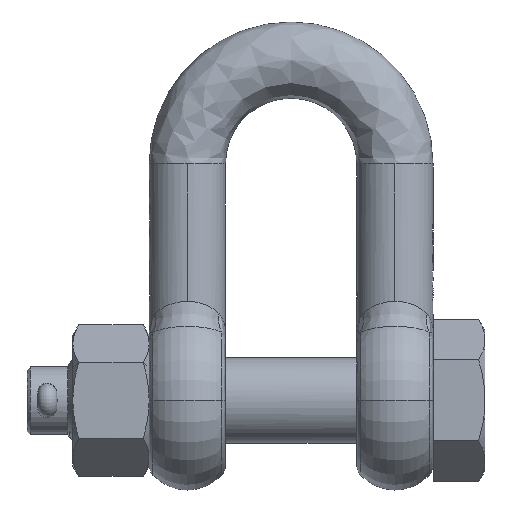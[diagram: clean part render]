
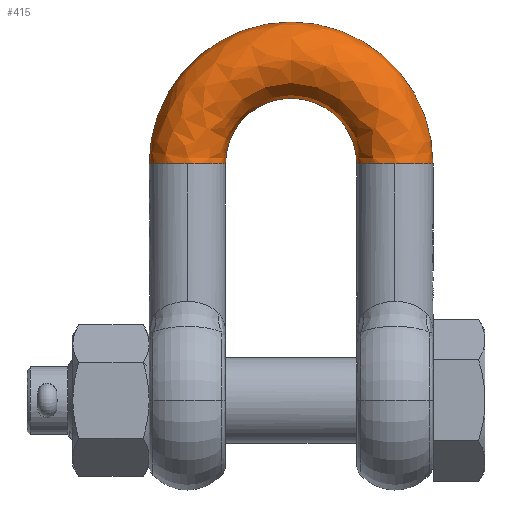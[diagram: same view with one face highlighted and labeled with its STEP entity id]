
A CAD part, top view. The second image highlights one B-rep face of the part: STEP entity #415.
In plain terms, the highlighted free-form (B-spline) face has degree [3, 3] with [4, 4] control points.
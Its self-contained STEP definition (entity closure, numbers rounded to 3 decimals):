
#415=ADVANCED_FACE('NONE',(#1369),#1370,.F.);
#1369=FACE_OUTER_BOUND('',#4821,.T.);
#1370=(B_SPLINE_SURFACE(3,3,((#4823,#4824,#4825,#4826),(#4827,#4828,#4829,#4830),(#4831,#4832,#4833,#4834),(#4835,#4836,#4837,#4838)),.UNSPECIFIED.,.F.,.F.,.F.)B_SPLINE_SURFACE_WITH_KNOTS((4,4),(4,4),(0.0,1.0),(0.0,1.0),.UNSPECIFIED.)RATIONAL_B_SPLINE_SURFACE(((1.0,0.333,0.333,1.0),(0.333,0.111,0.111,0.333),(0.333,0.111,0.111,0.333),(1.0,0.333,0.333,1.0)))BOUNDED_SURFACE()REPRESENTATION_ITEM('')GEOMETRIC_REPRESENTATION_ITEM()SURFACE());
#4821=EDGE_LOOP('',(#14714,#14715,#14716,#14717,#14718,#14719));
#4823=CARTESIAN_POINT('',(-21.5,77.5,0.));
#4824=CARTESIAN_POINT('',(-21.5,120.5,0.));
#4825=CARTESIAN_POINT('',(21.5,120.5,0.));
#4826=CARTESIAN_POINT('',(21.5,77.5,0.));
#4827=CARTESIAN_POINT('',(-21.5,77.5,25.0));
#4828=CARTESIAN_POINT('',(-21.5,120.5,25.0));
#4829=CARTESIAN_POINT('',(21.5,120.5,25.0));
#4830=CARTESIAN_POINT('',(21.5,77.5,25.0));
#4831=CARTESIAN_POINT('',(-46.5,77.5,25.0));
#4832=CARTESIAN_POINT('',(-46.5,170.5,25.0));
#4833=CARTESIAN_POINT('',(46.5,170.5,25.0));
#4834=CARTESIAN_POINT('',(46.5,77.5,25.0));
#4835=CARTESIAN_POINT('',(-46.5,77.5,0.));
#4836=CARTESIAN_POINT('',(-46.5,170.5,0.));
#4837=CARTESIAN_POINT('',(46.5,170.5,0.));
#4838=CARTESIAN_POINT('',(46.5,77.5,0.));
#14714=ORIENTED_EDGE('',*,*,#17182,.F.);
#14715=ORIENTED_EDGE('',*,*,#17761,.F.);
#14716=ORIENTED_EDGE('',*,*,#17882,.T.);
#14717=ORIENTED_EDGE('',*,*,#17086,.T.);
#14718=ORIENTED_EDGE('',*,*,#17759,.F.);
#14719=ORIENTED_EDGE('',*,*,#17747,.F.);
#17086=EDGE_CURVE('NONE',#18796,#18797,#18798,.T.);
#17182=EDGE_CURVE('NONE',#18987,#18989,#18990,.T.);
#17747=EDGE_CURVE('NONE',#18989,#19957,#19958,.T.);
#17759=EDGE_CURVE('NONE',#19957,#18797,#19978,.T.);
#17761=EDGE_CURVE('NONE',#19979,#18987,#19981,.T.);
#17882=EDGE_CURVE('NONE',#19979,#18796,#20129,.T.);
#18796=VERTEX_POINT('NONE',#21582);
#18797=VERTEX_POINT('NONE',#21583);
#18798=CIRCLE('',#21584,12.5);
#18987=VERTEX_POINT('NONE',#22096);
#18989=VERTEX_POINT('NONE',#22098);
#18990=CIRCLE('',#22099,12.5);
#19957=VERTEX_POINT('NONE',#25505);
#19958=CIRCLE('',#25506,12.5);
#19978=CIRCLE('',#25532,46.5);
#19979=VERTEX_POINT('NONE',#25533);
#19981=CIRCLE('',#25535,21.5);
#20129=CIRCLE('',#25903,12.5);
#21582=CARTESIAN_POINT('',(34.0,77.5,12.5));
#21583=CARTESIAN_POINT('',(46.5,77.5,0.));
#21584=AXIS2_PLACEMENT_3D('',#32577,#32578,#32579);
#22096=CARTESIAN_POINT('',(-21.5,77.5,0.));
#22098=CARTESIAN_POINT('',(-34.0,77.5,12.5));
#22099=AXIS2_PLACEMENT_3D('',#32663,#32664,#32665);
#25505=CARTESIAN_POINT('',(-46.5,77.5,0.));
#25506=AXIS2_PLACEMENT_3D('',#33133,#33134,#33135);
#25532=AXIS2_PLACEMENT_3D('',#33157,#33158,#33159);
#25533=CARTESIAN_POINT('',(21.5,77.5,0.));
#25535=AXIS2_PLACEMENT_3D('',#33163,#33164,#33165);
#25903=AXIS2_PLACEMENT_3D('',#33279,#33280,#33281);
#32577=CARTESIAN_POINT('',(34.0,77.5,0.0));
#32578=DIRECTION('',(0.0,1.0,0.0));
#32579=DIRECTION('',(1.0,0.0,0.));
#32663=CARTESIAN_POINT('',(-34.0,77.5,0.));
#32664=DIRECTION('',(0.0,-1.0,0.0));
#32665=DIRECTION('',(0.0,0.0,-1.0));
#33133=CARTESIAN_POINT('',(-34.0,77.5,0.));
#33134=DIRECTION('',(0.0,-1.0,0.0));
#33135=DIRECTION('',(0.0,0.0,-1.0));
#33157=CARTESIAN_POINT('',(0.0,77.5,0.));
#33158=DIRECTION('',(0.0,0.0,-1.0));
#33159=DIRECTION('',(-1.0,0.0,0.0));
#33163=CARTESIAN_POINT('',(0.0,77.5,0.));
#33164=DIRECTION('',(0.0,0.0,1.0));
#33165=DIRECTION('',(-1.0,0.0,0.0));
#33279=CARTESIAN_POINT('',(34.0,77.5,0.0));
#33280=DIRECTION('',(0.0,1.0,0.0));
#33281=DIRECTION('',(1.0,0.0,0.));
